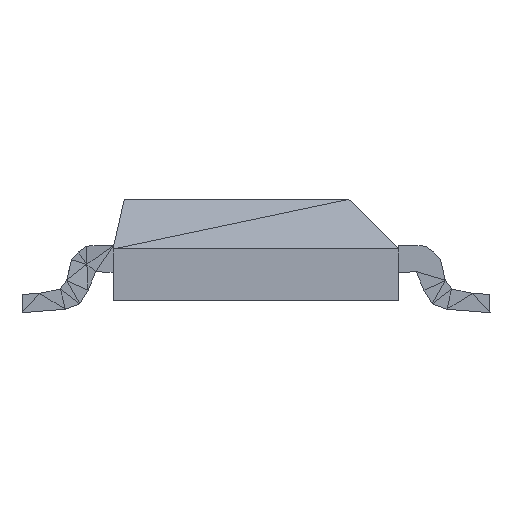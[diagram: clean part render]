
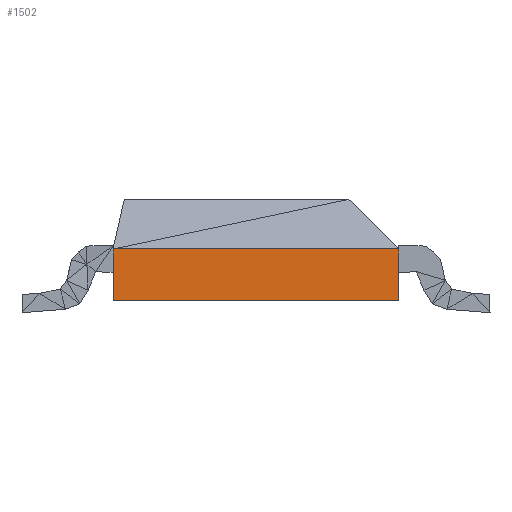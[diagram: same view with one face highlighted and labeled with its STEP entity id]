
A CAD part, left-side view. The second image highlights one B-rep face of the part: STEP entity #1502.
In plain terms, the highlighted planar face has unit normal (-1, 0, 0.003).
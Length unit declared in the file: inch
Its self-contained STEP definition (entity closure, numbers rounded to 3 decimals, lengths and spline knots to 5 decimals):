
#174 = EDGE_CURVE ( 'NONE', #9277, #7926, #6462, .T. ) ;
#446 = FACE_OUTER_BOUND ( 'NONE', #946, .T. ) ;
#670 = DIRECTION ( 'NONE',  ( 0., 1., 0. ) ) ;
#946 = EDGE_LOOP ( 'NONE', ( #5771, #10173, #2572, #7618 ) ) ;
#1397 = CARTESIAN_POINT ( 'NONE',  ( -0.09573, -0.05732, 0.30137 ) ) ;
#1502 = ADVANCED_FACE ( 'NONE', ( #446 ), #5536, .T. ) ;
#1847 = LINE ( 'NONE', #1397, #9571 ) ;
#2572 = ORIENTED_EDGE ( 'NONE', *, *, #174, .T. ) ;
#2658 = EDGE_CURVE ( 'NONE', #7926, #3334, #4782, .T. ) ;
#2768 = EDGE_CURVE ( 'NONE', #5943, #3334, #7871, .T. ) ;
#2863 = AXIS2_PLACEMENT_3D ( 'NONE', #5467, #3885, #4675 ) ;
#3130 = CARTESIAN_POINT ( 'NONE',  ( -0.09565, 0.09534, 0.32887 ) ) ;
#3164 = DIRECTION ( 'NONE',  ( -0.003, 0.001, -1. ) ) ;
#3334 = VERTEX_POINT ( 'NONE', #7825 ) ;
#3885 = DIRECTION ( 'NONE',  ( -1., 0., 0.003 ) ) ;
#4429 = VECTOR ( 'NONE', #670, 39.37008 ) ;
#4431 = EDGE_CURVE ( 'NONE', #5943, #9277, #1847, .T. ) ;
#4675 = DIRECTION ( 'NONE',  ( 0.003, 0., 1. ) ) ;
#4782 = LINE ( 'NONE', #3130, #7377 ) ;
#5069 = DIRECTION ( 'NONE',  ( 0., 1., 0. ) ) ;
#5467 = CARTESIAN_POINT ( 'NONE',  ( -0.09575, 0.01896, 0.29357 ) ) ;
#5536 = PLANE ( 'NONE',  #2863 ) ;
#5771 = ORIENTED_EDGE ( 'NONE', *, *, #2768, .F. ) ;
#5943 = VERTEX_POINT ( 'NONE', #7054 ) ;
#6209 = CARTESIAN_POINT ( 'NONE',  ( -0.09573, -0.05732, 0.30137 ) ) ;
#6462 = LINE ( 'NONE', #9802, #9562 ) ;
#6678 = CARTESIAN_POINT ( 'NONE',  ( -0.09565, 0.09534, 0.32887 ) ) ;
#7054 = CARTESIAN_POINT ( 'NONE',  ( -0.09573, -0.05732, 0.30137 ) ) ;
#7377 = VECTOR ( 'NONE', #3164, 39.37008 ) ;
#7618 = ORIENTED_EDGE ( 'NONE', *, *, #2658, .T. ) ;
#7675 = DIRECTION ( 'NONE',  ( 0.003, -0.004, 1. ) ) ;
#7780 = CARTESIAN_POINT ( 'NONE',  ( -0.09565, -0.05744, 0.32887 ) ) ;
#7825 = CARTESIAN_POINT ( 'NONE',  ( -0.09573, 0.09538, 0.30137 ) ) ;
#7871 = LINE ( 'NONE', #6209, #4429 ) ;
#7926 = VERTEX_POINT ( 'NONE', #6678 ) ;
#9277 = VERTEX_POINT ( 'NONE', #7780 ) ;
#9562 = VECTOR ( 'NONE', #5069, 39.37008 ) ;
#9571 = VECTOR ( 'NONE', #7675, 39.37008 ) ;
#9802 = CARTESIAN_POINT ( 'NONE',  ( -0.09565, -0.05744, 0.32887 ) ) ;
#10173 = ORIENTED_EDGE ( 'NONE', *, *, #4431, .T. ) ;
